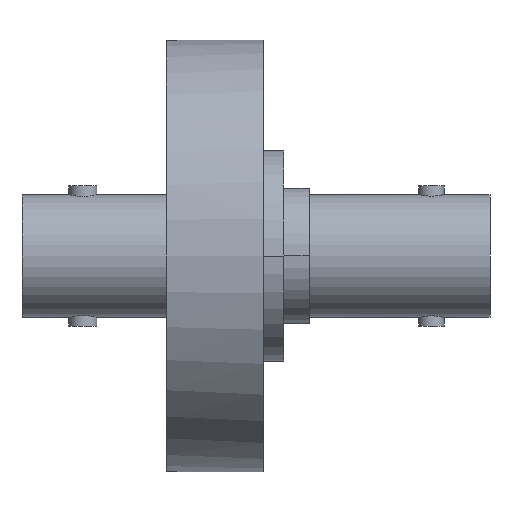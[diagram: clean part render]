
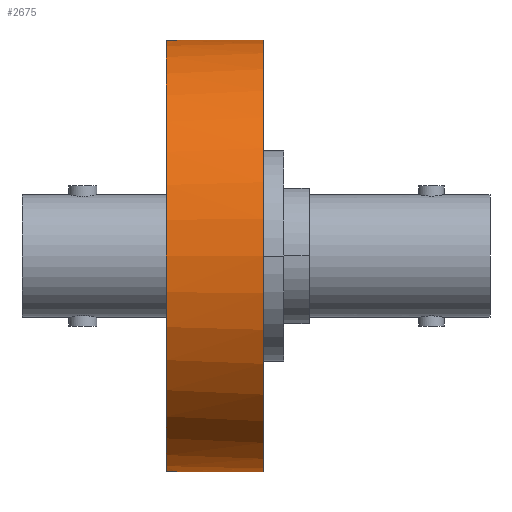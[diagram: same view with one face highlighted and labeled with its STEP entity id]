
A CAD part, left-side view. The second image highlights one B-rep face of the part: STEP entity #2675.
In plain terms, the highlighted cylindrical face has radius 16.9 mm (diameter 33.8 mm), a partial arc.
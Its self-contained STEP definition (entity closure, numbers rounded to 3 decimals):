
#108 = CIRCLE ( 'NONE', #2930, 16.9 ) ;
#115 = CARTESIAN_POINT ( 'NONE',  ( -1., -0.132, 16.87 ) ) ;
#135 = CARTESIAN_POINT ( 'NONE',  ( -0.615, -0.8, 16.889 ) ) ;
#148 = EDGE_LOOP ( 'NONE', ( #1185, #1250, #768, #2790, #1900, #172 ) ) ;
#150 = AXIS2_PLACEMENT_3D ( 'NONE', #2953, #2917, #1342 ) ;
#172 = ORIENTED_EDGE ( 'NONE', *, *, #1766, .T. ) ;
#181 = VERTEX_POINT ( 'NONE', #221 ) ;
#186 = CYLINDRICAL_SURFACE ( 'NONE', #1810, 16.9 ) ;
#221 = CARTESIAN_POINT ( 'NONE',  ( 0., -7.6, 16.9 ) ) ;
#279 = CARTESIAN_POINT ( 'NONE',  ( 0., -7.6, -16.9 ) ) ;
#299 = EDGE_CURVE ( 'NONE', #873, #2569, #656, .T. ) ;
#300 = DIRECTION ( 'NONE',  ( 0., 1., 0. ) ) ;
#378 = DIRECTION ( 'NONE',  ( 0., 1., 0. ) ) ;
#391 = CARTESIAN_POINT ( 'NONE',  ( -0.873, -0.504, -16.877 ) ) ;
#401 = CARTESIAN_POINT ( 'NONE',  ( 0., -1., -16.9 ) ) ;
#423 = B_SPLINE_CURVE_WITH_KNOTS ( 'NONE', 3,
 ( #2304, #688, #1252, #391, #2060, #933, #2516, #3112, #2044, #2262 ),
 .UNSPECIFIED., .F., .F.,
 ( 4, 2, 2, 2, 4 ),
 ( 0., 0., 0.001, 0.001, 0.002 ),
 .UNSPECIFIED. ) ;
#497 = DIRECTION ( 'NONE',  ( 0., 0., 1. ) ) ;
#571 = CARTESIAN_POINT ( 'NONE',  ( 0., -1., 16.9 ) ) ;
#578 = CARTESIAN_POINT ( 'NONE',  ( -0.262, -0.974, 16.898 ) ) ;
#620 = DIRECTION ( 'NONE',  ( 0., 0., 1. ) ) ;
#656 = LINE ( 'NONE', #279, #3314 ) ;
#688 = CARTESIAN_POINT ( 'NONE',  ( -1., -0.132, -16.87 ) ) ;
#727 = DIRECTION ( 'NONE',  ( 0., 1., 0. ) ) ;
#768 = ORIENTED_EDGE ( 'NONE', *, *, #1720, .T. ) ;
#795 = VERTEX_POINT ( 'NONE', #1216 ) ;
#860 = CARTESIAN_POINT ( 'NONE',  ( -0.503, -0.874, 16.893 ) ) ;
#873 = VERTEX_POINT ( 'NONE', #1393 ) ;
#933 = CARTESIAN_POINT ( 'NONE',  ( -0.615, -0.8, -16.889 ) ) ;
#1166 = CARTESIAN_POINT ( 'NONE',  ( -1., 0., 16.87 ) ) ;
#1178 = CARTESIAN_POINT ( 'NONE',  ( -0.873, -0.504, 16.877 ) ) ;
#1184 = CARTESIAN_POINT ( 'NONE',  ( 0., -7.6, 0. ) ) ;
#1185 = ORIENTED_EDGE ( 'NONE', *, *, #299, .F. ) ;
#1216 = CARTESIAN_POINT ( 'NONE',  ( -1., 0., -16.87 ) ) ;
#1250 = ORIENTED_EDGE ( 'NONE', *, *, #2291, .T. ) ;
#1252 = CARTESIAN_POINT ( 'NONE',  ( -0.974, -0.262, -16.872 ) ) ;
#1292 = FACE_OUTER_BOUND ( 'NONE', #148, .T. ) ;
#1342 = DIRECTION ( 'NONE',  ( 0., 0., 1. ) ) ;
#1393 = CARTESIAN_POINT ( 'NONE',  ( 0., -7.6, -16.9 ) ) ;
#1414 = CIRCLE ( 'NONE', #150, 16.9 ) ;
#1415 = CARTESIAN_POINT ( 'NONE',  ( -1., 0., 16.87 ) ) ;
#1459 = CARTESIAN_POINT ( 'NONE',  ( -0.974, -0.262, 16.872 ) ) ;
#1644 = CARTESIAN_POINT ( 'NONE',  ( -0.131, -1., 16.9 ) ) ;
#1679 = LINE ( 'NONE', #2741, #2550 ) ;
#1720 = EDGE_CURVE ( 'NONE', #181, #2098, #1679, .T. ) ;
#1766 = EDGE_CURVE ( 'NONE', #795, #2569, #423, .T. ) ;
#1810 = AXIS2_PLACEMENT_3D ( 'NONE', #1843, #727, #497 ) ;
#1843 = CARTESIAN_POINT ( 'NONE',  ( 0., -7.6, 0. ) ) ;
#1887 = B_SPLINE_CURVE_WITH_KNOTS ( 'NONE', 3,
 ( #1415, #115, #1459, #1178, #2247, #135, #860, #578, #1644, #2716 ),
 .UNSPECIFIED., .F., .F.,
 ( 4, 2, 2, 2, 4 ),
 ( 0., 0., 0.001, 0.001, 0.002 ),
 .UNSPECIFIED. ) ;
#1900 = ORIENTED_EDGE ( 'NONE', *, *, #2081, .F. ) ;
#2044 = CARTESIAN_POINT ( 'NONE',  ( -0.131, -1., -16.9 ) ) ;
#2060 = CARTESIAN_POINT ( 'NONE',  ( -0.799, -0.615, -16.881 ) ) ;
#2081 = EDGE_CURVE ( 'NONE', #795, #2254, #1414, .T. ) ;
#2098 = VERTEX_POINT ( 'NONE', #571 ) ;
#2247 = CARTESIAN_POINT ( 'NONE',  ( -0.799, -0.615, 16.881 ) ) ;
#2254 = VERTEX_POINT ( 'NONE', #1166 ) ;
#2262 = CARTESIAN_POINT ( 'NONE',  ( 0., -1., -16.9 ) ) ;
#2291 = EDGE_CURVE ( 'NONE', #873, #181, #108, .T. ) ;
#2304 = CARTESIAN_POINT ( 'NONE',  ( -1., 0., -16.87 ) ) ;
#2445 = EDGE_CURVE ( 'NONE', #2254, #2098, #1887, .T. ) ;
#2505 = DIRECTION ( 'NONE',  ( 0., 1., 0. ) ) ;
#2516 = CARTESIAN_POINT ( 'NONE',  ( -0.503, -0.874, -16.893 ) ) ;
#2550 = VECTOR ( 'NONE', #300, 1000. ) ;
#2569 = VERTEX_POINT ( 'NONE', #401 ) ;
#2675 = ADVANCED_FACE ( 'NONE', ( #1292 ), #186, .T. ) ;
#2716 = CARTESIAN_POINT ( 'NONE',  ( 0., -1., 16.9 ) ) ;
#2741 = CARTESIAN_POINT ( 'NONE',  ( 0., -7.6, 16.9 ) ) ;
#2790 = ORIENTED_EDGE ( 'NONE', *, *, #2445, .F. ) ;
#2917 = DIRECTION ( 'NONE',  ( 0., 1., 0. ) ) ;
#2930 = AXIS2_PLACEMENT_3D ( 'NONE', #1184, #2505, #620 ) ;
#2953 = CARTESIAN_POINT ( 'NONE',  ( 0., 0., 0. ) ) ;
#3112 = CARTESIAN_POINT ( 'NONE',  ( -0.262, -0.974, -16.898 ) ) ;
#3314 = VECTOR ( 'NONE', #378, 1000. ) ;
